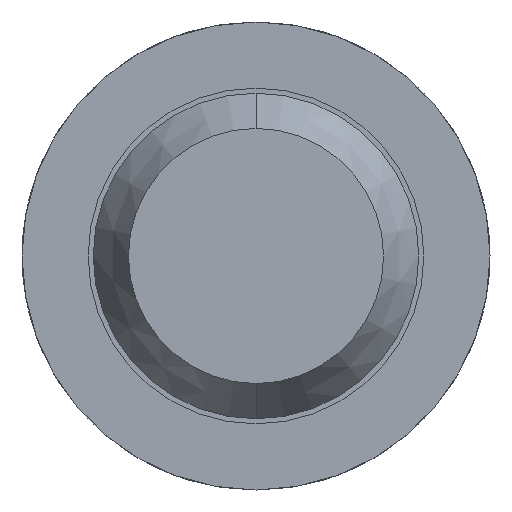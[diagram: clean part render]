
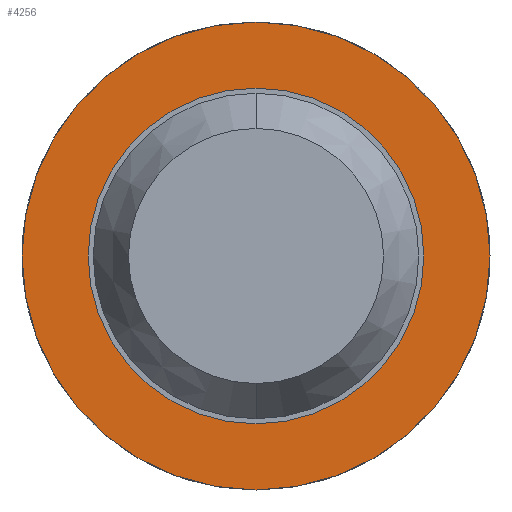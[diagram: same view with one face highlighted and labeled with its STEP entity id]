
A CAD part, front view. The second image highlights one B-rep face of the part: STEP entity #4256.
In plain terms, the highlighted planar face has unit normal (0, -1, 0).
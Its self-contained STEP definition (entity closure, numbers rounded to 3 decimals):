
#69 = DIRECTION ( 'NONE',  ( 0., 1., 0. ) ) ;
#203 = FACE_OUTER_BOUND ( 'NONE', #1348, .T. ) ;
#302 = ORIENTED_EDGE ( 'NONE', *, *, #3060, .T. ) ;
#580 = DIRECTION ( 'NONE',  ( 0., 1., 0. ) ) ;
#755 = VERTEX_POINT ( 'NONE', #2236 ) ;
#778 = AXIS2_PLACEMENT_3D ( 'NONE', #4490, #69, #2709 ) ;
#791 = EDGE_LOOP ( 'NONE', ( #2212, #302 ) ) ;
#987 = CARTESIAN_POINT ( 'NONE',  ( 0., -1.7, 0. ) ) ;
#1054 = EDGE_CURVE ( 'Defeature ausgef�hrt3_10+Defeature ausgef�hrt3_14+Defeature ausgef�hrt3_14+Defeature ausgef�hrt3_14', #1919, #4135, #3653, .T. ) ;
#1170 = CIRCLE ( 'NONE', #2516, 0.825 ) ;
#1334 = EDGE_CURVE ( 'Defeature ausgef�hrt3_10+Defeature ausgef�hrt3_14+Defeature ausgef�hrt3_14+Defeature ausgef�hrt3_14', #4135, #1919, #2225, .T. ) ;
#1348 = EDGE_LOOP ( 'NONE', ( #3643, #4035 ) ) ;
#1614 = CARTESIAN_POINT ( 'NONE',  ( 0., -1.7, 0. ) ) ;
#1628 = DIRECTION ( 'NONE',  ( 0., 0., 1. ) ) ;
#1762 = CARTESIAN_POINT ( 'NONE',  ( 0., -1.7, -1.15 ) ) ;
#1766 = VERTEX_POINT ( 'NONE', #4317 ) ;
#1919 = VERTEX_POINT ( 'NONE', #2679 ) ;
#1925 = AXIS2_PLACEMENT_3D ( 'NONE', #1614, #2371, #1628 ) ;
#2000 = DIRECTION ( 'NONE',  ( 0., 0., 1. ) ) ;
#2152 = DIRECTION ( 'NONE',  ( 0., 1., 0. ) ) ;
#2212 = ORIENTED_EDGE ( 'NONE', *, *, #2420, .T. ) ;
#2225 = CIRCLE ( 'NONE', #3667, 1.15 ) ;
#2236 = CARTESIAN_POINT ( 'NONE',  ( 0., -1.7, -0.825 ) ) ;
#2371 = DIRECTION ( 'NONE',  ( 0., 1., 0. ) ) ;
#2420 = EDGE_CURVE ( 'Defeature ausgef�hrt3_14+Defeature ausgef�hrt3_13+Defeature ausgef�hrt3_13+Defeature ausgef�hrt3_13', #1766, #755, #3138, .T. ) ;
#2516 = AXIS2_PLACEMENT_3D ( 'NONE', #2898, #2152, #4760 ) ;
#2679 = CARTESIAN_POINT ( 'NONE',  ( 0., -1.7, 1.15 ) ) ;
#2709 = DIRECTION ( 'NONE',  ( 0., 0., 1. ) ) ;
#2860 = DIRECTION ( 'NONE',  ( 0., 0., 1. ) ) ;
#2898 = CARTESIAN_POINT ( 'NONE',  ( 0., -1.7, 0. ) ) ;
#3060 = EDGE_CURVE ( 'Defeature ausgef�hrt3_14+Defeature ausgef�hrt3_13+Defeature ausgef�hrt3_13+Defeature ausgef�hrt3_13', #755, #1766, #1170, .T. ) ;
#3138 = CIRCLE ( 'NONE', #1925, 0.825 ) ;
#3337 = AXIS2_PLACEMENT_3D ( 'NONE', #987, #3562, #2860 ) ;
#3466 = CARTESIAN_POINT ( 'NONE',  ( 0., -1.7, 0. ) ) ;
#3562 = DIRECTION ( 'NONE',  ( 0., 1., 0. ) ) ;
#3643 = ORIENTED_EDGE ( 'NONE', *, *, #1054, .F. ) ;
#3653 = CIRCLE ( 'NONE', #3337, 1.15 ) ;
#3667 = AXIS2_PLACEMENT_3D ( 'NONE', #3466, #580, #2000 ) ;
#4023 = FACE_BOUND ( 'NONE', #791, .T. ) ;
#4035 = ORIENTED_EDGE ( 'NONE', *, *, #1334, .F. ) ;
#4135 = VERTEX_POINT ( 'NONE', #1762 ) ;
#4256 = ADVANCED_FACE ( 'Defeature ausgef�hrt3_14', ( #203, #4023 ), #4546, .F. ) ;
#4317 = CARTESIAN_POINT ( 'NONE',  ( 0., -1.7, 0.825 ) ) ;
#4490 = CARTESIAN_POINT ( 'NONE',  ( 0.825, -1.7, 0. ) ) ;
#4546 = PLANE ( 'NONE',  #778 ) ;
#4760 = DIRECTION ( 'NONE',  ( 0., 0., 1. ) ) ;
